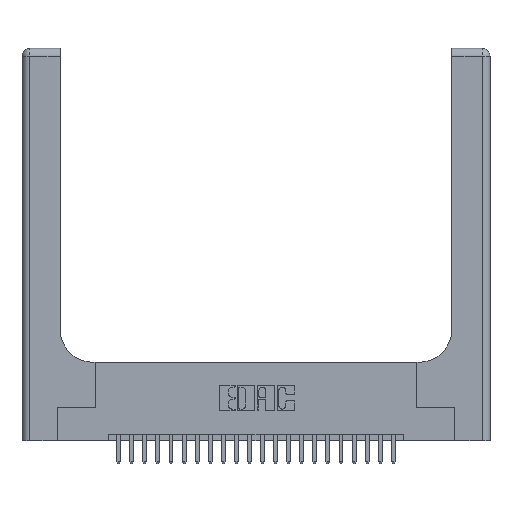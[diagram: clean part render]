
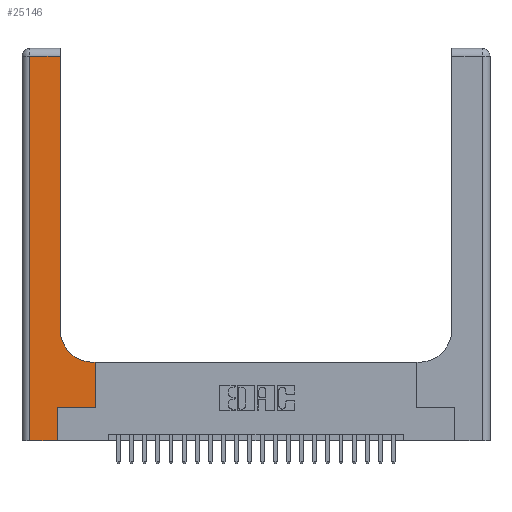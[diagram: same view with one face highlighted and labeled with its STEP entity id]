
A CAD part, top view. The second image highlights one B-rep face of the part: STEP entity #25146.
In plain terms, the highlighted planar face has unit normal (0, 0, 1).
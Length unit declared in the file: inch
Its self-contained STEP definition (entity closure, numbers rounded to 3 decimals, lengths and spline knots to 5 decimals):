
#50 = LINE ( 'NONE', #15416, #20206 ) ;
#275 = EDGE_CURVE ( 'NONE', #11852, #24124, #7316, .T. ) ;
#754 = ORIENTED_EDGE ( 'NONE', *, *, #18543, .T. ) ;
#791 = EDGE_LOOP ( 'NONE', ( #4804, #2398, #7364, #22385, #9309, #754, #14193, #6788, #15497 ) ) ;
#1101 = CARTESIAN_POINT ( 'NONE',  ( 0.269, 0.25, 0.37 ) ) ;
#1673 = LINE ( 'NONE', #25046, #18449 ) ;
#2398 = ORIENTED_EDGE ( 'NONE', *, *, #8900, .T. ) ;
#3207 = CARTESIAN_POINT ( 'NONE',  ( 0.2915, 3., 0.37 ) ) ;
#3256 = VERTEX_POINT ( 'NONE', #14694 ) ;
#3813 = AXIS2_PLACEMENT_3D ( 'NONE', #18768, #18602, #22507 ) ;
#4715 = CARTESIAN_POINT ( 'NONE',  ( 0.2915, 2.94, 0.37 ) ) ;
#4804 = ORIENTED_EDGE ( 'NONE', *, *, #13593, .T. ) ;
#4857 = VECTOR ( 'NONE', #10247, 39.37008 ) ;
#5227 = VECTOR ( 'NONE', #16494, 39.37008 ) ;
#5459 = AXIS2_PLACEMENT_3D ( 'NONE', #18394, #18561, #22721 ) ;
#5985 = CARTESIAN_POINT ( 'NONE',  ( 0.5585, 0.25, 0.37 ) ) ;
#6788 = ORIENTED_EDGE ( 'NONE', *, *, #12508, .T. ) ;
#6953 = CARTESIAN_POINT ( 'NONE',  ( 0.2915, 0.85, 0.37 ) ) ;
#7316 = CIRCLE ( 'NONE', #5459, 0.25 ) ;
#7364 = ORIENTED_EDGE ( 'NONE', *, *, #19486, .T. ) ;
#7539 = LINE ( 'NONE', #19766, #21862 ) ;
#7690 = VERTEX_POINT ( 'NONE', #5985 ) ;
#8762 = DIRECTION ( 'NONE',  ( 1., 0., 0. ) ) ;
#8900 = EDGE_CURVE ( 'NONE', #13245, #23877, #1673, .T. ) ;
#9183 = DIRECTION ( 'NONE',  ( 1., 0., 0. ) ) ;
#9309 = ORIENTED_EDGE ( 'NONE', *, *, #15598, .T. ) ;
#10179 = EDGE_CURVE ( 'NONE', #7690, #19515, #16872, .T. ) ;
#10247 = DIRECTION ( 'NONE',  ( 0., -1., 0. ) ) ;
#10404 = EDGE_CURVE ( 'NONE', #23161, #3256, #14093, .T. ) ;
#10408 = LINE ( 'NONE', #3207, #5227 ) ;
#10970 = CARTESIAN_POINT ( 'NONE',  ( 0., 0., 0.37 ) ) ;
#11739 = CARTESIAN_POINT ( 'NONE',  ( 0.06, 0., 0.37 ) ) ;
#11852 = VERTEX_POINT ( 'NONE', #22816 ) ;
#12292 = CARTESIAN_POINT ( 'NONE',  ( 0.06, 2.94, 0.37 ) ) ;
#12508 = EDGE_CURVE ( 'NONE', #19515, #11852, #50, .T. ) ;
#12787 = PLANE ( 'NONE',  #3813 ) ;
#13184 = VECTOR ( 'NONE', #15433, 39.37008 ) ;
#13245 = VERTEX_POINT ( 'NONE', #4715 ) ;
#13593 = EDGE_CURVE ( 'NONE', #24124, #13245, #10408, .T. ) ;
#13704 = CARTESIAN_POINT ( 'NONE',  ( 0.5585, 0.25, 0.37 ) ) ;
#14093 = LINE ( 'NONE', #10970, #18684 ) ;
#14193 = ORIENTED_EDGE ( 'NONE', *, *, #10179, .T. ) ;
#14694 = CARTESIAN_POINT ( 'NONE',  ( 0.269, 0., 0.37 ) ) ;
#14761 = VERTEX_POINT ( 'NONE', #19242 ) ;
#15416 = CARTESIAN_POINT ( 'NONE',  ( 0.2915, 0.6, 0.37 ) ) ;
#15433 = DIRECTION ( 'NONE',  ( 0., 1., 0. ) ) ;
#15497 = ORIENTED_EDGE ( 'NONE', *, *, #275, .T. ) ;
#15539 = LINE ( 'NONE', #23807, #4857 ) ;
#15598 = EDGE_CURVE ( 'NONE', #3256, #14761, #7539, .T. ) ;
#15885 = DIRECTION ( 'NONE',  ( 0., 1., 0. ) ) ;
#16494 = DIRECTION ( 'NONE',  ( 0., 1., 0. ) ) ;
#16833 = VECTOR ( 'NONE', #8762, 39.37008 ) ;
#16872 = LINE ( 'NONE', #13704, #13184 ) ;
#18327 = LINE ( 'NONE', #1101, #16833 ) ;
#18394 = CARTESIAN_POINT ( 'NONE',  ( 0.5415, 0.85, 0.37 ) ) ;
#18449 = VECTOR ( 'NONE', #23440, 39.37008 ) ;
#18543 = EDGE_CURVE ( 'NONE', #14761, #7690, #18327, .T. ) ;
#18561 = DIRECTION ( 'NONE',  ( 0., 0., -1. ) ) ;
#18602 = DIRECTION ( 'NONE',  ( 0., 0., -1. ) ) ;
#18684 = VECTOR ( 'NONE', #9183, 39.37008 ) ;
#18768 = CARTESIAN_POINT ( 'NONE',  ( 0., 3., 0.37 ) ) ;
#19242 = CARTESIAN_POINT ( 'NONE',  ( 0.269, 0.25, 0.37 ) ) ;
#19486 = EDGE_CURVE ( 'NONE', #23877, #23161, #15539, .T. ) ;
#19515 = VERTEX_POINT ( 'NONE', #19608 ) ;
#19608 = CARTESIAN_POINT ( 'NONE',  ( 0.5585, 0.6, 0.37 ) ) ;
#19766 = CARTESIAN_POINT ( 'NONE',  ( 0.269, 0., 0.37 ) ) ;
#20206 = VECTOR ( 'NONE', #22907, 39.37008 ) ;
#21862 = VECTOR ( 'NONE', #15885, 39.37008 ) ;
#22385 = ORIENTED_EDGE ( 'NONE', *, *, #10404, .T. ) ;
#22507 = DIRECTION ( 'NONE',  ( -1., 0., 0. ) ) ;
#22721 = DIRECTION ( 'NONE',  ( 1., 0., 0. ) ) ;
#22816 = CARTESIAN_POINT ( 'NONE',  ( 0.5415, 0.6, 0.37 ) ) ;
#22907 = DIRECTION ( 'NONE',  ( -1., 0., 0. ) ) ;
#23161 = VERTEX_POINT ( 'NONE', #11739 ) ;
#23440 = DIRECTION ( 'NONE',  ( -1., 0., 0. ) ) ;
#23807 = CARTESIAN_POINT ( 'NONE',  ( 0.06, 3., 0.37 ) ) ;
#23877 = VERTEX_POINT ( 'NONE', #12292 ) ;
#24124 = VERTEX_POINT ( 'NONE', #6953 ) ;
#25046 = CARTESIAN_POINT ( 'NONE',  ( 0., 2.94, 0.37 ) ) ;
#25129 = FACE_OUTER_BOUND ( 'NONE', #791, .T. ) ;
#25146 = ADVANCED_FACE ( 'NONE', ( #25129 ), #12787, .F. ) ;
